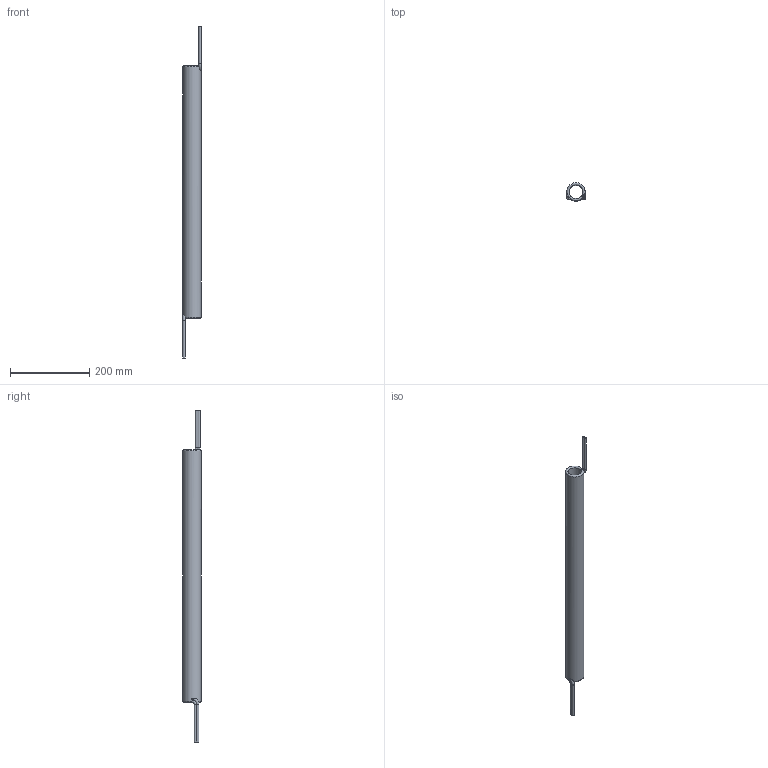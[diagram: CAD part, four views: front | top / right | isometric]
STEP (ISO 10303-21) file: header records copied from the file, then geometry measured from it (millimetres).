
FILE_DESCRIPTION(/* description */ ('STEP AP214'),/* implementation_level */ '2;1');
FILE_NAME(/* name */ '197621_PUN-6X1-S-2-DUO-BS',/* time_stamp */ '2024-09-13T20:44:11+02:00',/* author */ ('License CC BY-ND 4.0'),/* organization */ ('CADENAS'),/* preprocessor_version */ 'ST-DEVELOPER v19.3',/* originating_system */ 'PARTsolutions',/* authorisation */ ' ');
FILE_SCHEMA (('AUTOMOTIVE_DESIGN {1 0 10303 214 3 1 1}'));
Length unit declared in the file: millimetre
Products named in the file (1): 197621 PUN-6X1-S-2-DUO-BS---(836)
Bounding box: 46 x 45.97 x 836 mm (x, y, z)
Volume: 485151.7 mm3; surface area: 173380.6 mm2
Topology: 1 solids, 1 shells, 35 faces, 83 edges, 52 vertices
Faces by surface type: torus 17, cylinder 14, plane 4
Full cylindrical faces by diameter (mm): 4 x4, 34 x1, 46 x1
Entity records: 1268 total; most frequent: CARTESIAN_POINT 334, DIRECTION 140, ORIENTED_EDGE 122, AXIS2_PLACEMENT_3D 68, EDGE_CURVE 61, EDGE_LOOP 50, FACE_BOUND 50, VERTEX_POINT 43
